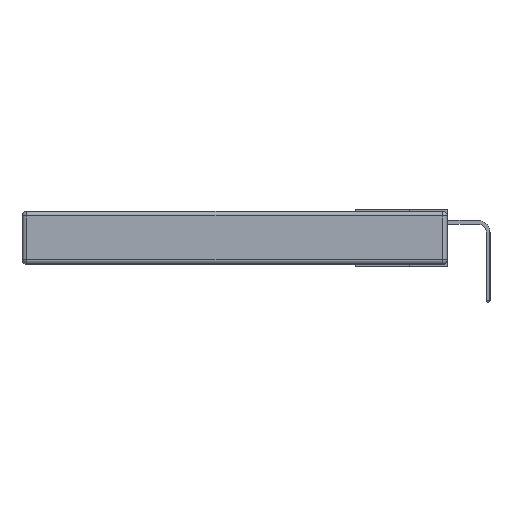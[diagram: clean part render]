
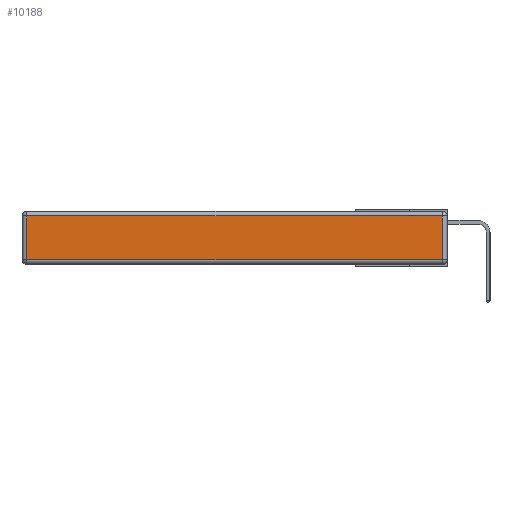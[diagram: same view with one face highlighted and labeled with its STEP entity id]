
A CAD part, left-side view. The second image highlights one B-rep face of the part: STEP entity #10188.
In plain terms, the highlighted planar face has unit normal (-1, 0, 0).
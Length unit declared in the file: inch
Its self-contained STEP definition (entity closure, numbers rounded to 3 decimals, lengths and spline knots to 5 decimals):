
#526 = CARTESIAN_POINT ( 'NONE',  ( 0., 2.72, -0.313 ) ) ;
#1099 = ORIENTED_EDGE ( 'NONE', *, *, #6647, .T. ) ;
#1110 = FACE_OUTER_BOUND ( 'NONE', #11979, .T. ) ;
#1114 = EDGE_CURVE ( 'NONE', #10577, #6011, #10916, .T. ) ;
#1875 = CARTESIAN_POINT ( 'NONE',  ( 0., 0., -0.313 ) ) ;
#1999 = VECTOR ( 'NONE', #9366, 39.37008 ) ;
#3102 = VECTOR ( 'NONE', #3310, 39.37008 ) ;
#3310 = DIRECTION ( 'NONE',  ( 0., 0., -1. ) ) ;
#3327 = CARTESIAN_POINT ( 'NONE',  ( 0., 0.03, -0.343 ) ) ;
#3482 = ORIENTED_EDGE ( 'NONE', *, *, #1114, .T. ) ;
#3796 = EDGE_CURVE ( 'NONE', #6011, #11491, #7503, .T. ) ;
#3857 = PLANE ( 'NONE',  #10076 ) ;
#3896 = DIRECTION ( 'NONE',  ( 0., 1., 0. ) ) ;
#3957 = CARTESIAN_POINT ( 'NONE',  ( 0., 0., -0.343 ) ) ;
#4907 = DIRECTION ( 'NONE',  ( 0., 0., 1. ) ) ;
#5285 = CARTESIAN_POINT ( 'NONE',  ( 0., 2.72, -0.343 ) ) ;
#5529 = ORIENTED_EDGE ( 'NONE', *, *, #9464, .T. ) ;
#5701 = CARTESIAN_POINT ( 'NONE',  ( 0., 0.03, -0.03 ) ) ;
#6011 = VERTEX_POINT ( 'NONE', #526 ) ;
#6647 = EDGE_CURVE ( 'NONE', #11491, #12338, #9011, .T. ) ;
#7013 = VECTOR ( 'NONE', #10970, 39.37008 ) ;
#7025 = DIRECTION ( 'NONE',  ( -1., 0., 0. ) ) ;
#7503 = LINE ( 'NONE', #1875, #7013 ) ;
#9011 = LINE ( 'NONE', #3327, #1999 ) ;
#9366 = DIRECTION ( 'NONE',  ( 0., 0., 1. ) ) ;
#9464 = EDGE_CURVE ( 'NONE', #12338, #10577, #13216, .T. ) ;
#10025 = CARTESIAN_POINT ( 'NONE',  ( 0., 2.75, -0.03 ) ) ;
#10076 = AXIS2_PLACEMENT_3D ( 'NONE', #3957, #7025, #4907 ) ;
#10188 = ADVANCED_FACE ( 'NONE', ( #1110 ), #3857, .T. ) ;
#10577 = VERTEX_POINT ( 'NONE', #10631 ) ;
#10631 = CARTESIAN_POINT ( 'NONE',  ( 0., 2.72, -0.03 ) ) ;
#10866 = VECTOR ( 'NONE', #3896, 39.37008 ) ;
#10916 = LINE ( 'NONE', #5285, #3102 ) ;
#10970 = DIRECTION ( 'NONE',  ( 0., -1., 0. ) ) ;
#11266 = ORIENTED_EDGE ( 'NONE', *, *, #3796, .T. ) ;
#11491 = VERTEX_POINT ( 'NONE', #12106 ) ;
#11979 = EDGE_LOOP ( 'NONE', ( #11266, #1099, #5529, #3482 ) ) ;
#12106 = CARTESIAN_POINT ( 'NONE',  ( 0., 0.03, -0.313 ) ) ;
#12338 = VERTEX_POINT ( 'NONE', #5701 ) ;
#13216 = LINE ( 'NONE', #10025, #10866 ) ;
